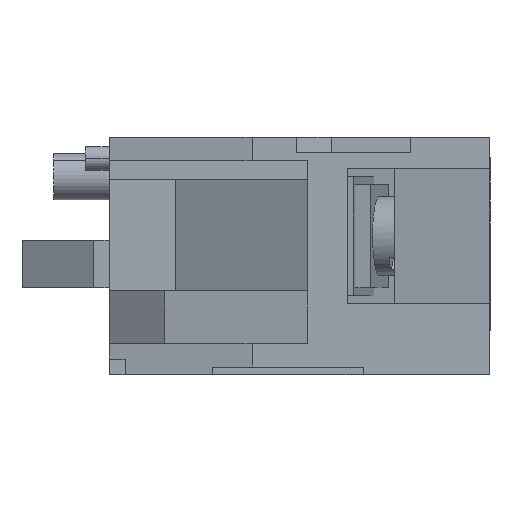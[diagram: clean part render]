
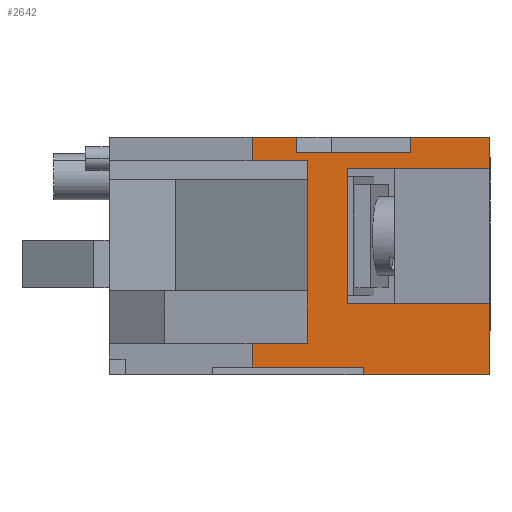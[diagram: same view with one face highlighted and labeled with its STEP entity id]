
A CAD part, left-side view. The second image highlights one B-rep face of the part: STEP entity #2642.
In plain terms, the highlighted planar face has unit normal (-1, 0, 0).
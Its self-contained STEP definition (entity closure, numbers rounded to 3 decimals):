
#72 = LINE ( 'NONE', #4877, #6694 ) ;
#154 = LINE ( 'NONE', #6330, #2871 ) ;
#246 = LINE ( 'NONE', #1079, #2958 ) ;
#286 = ORIENTED_EDGE ( 'NONE', *, *, #2503, .T. ) ;
#330 = VECTOR ( 'NONE', #651, 1000. ) ;
#367 = CARTESIAN_POINT ( 'NONE',  ( -14.5, 12.2, 7.5 ) ) ;
#406 = DIRECTION ( 'NONE',  ( 0., 0., -1. ) ) ;
#409 = DIRECTION ( 'NONE',  ( 0., 0., -1. ) ) ;
#438 = LINE ( 'NONE', #6174, #4597 ) ;
#443 = CARTESIAN_POINT ( 'NONE',  ( -14.5, 12.2, 6.5 ) ) ;
#447 = VERTEX_POINT ( 'NONE', #2244 ) ;
#472 = DIRECTION ( 'NONE',  ( 0., 0., -1. ) ) ;
#503 = VECTOR ( 'NONE', #3463, 1000. ) ;
#536 = CARTESIAN_POINT ( 'NONE',  ( -14.5, 11.5, 4.8 ) ) ;
#554 = DIRECTION ( 'NONE',  ( 0., -1., 0. ) ) ;
#651 = DIRECTION ( 'NONE',  ( 0., -1., 0. ) ) ;
#839 = LINE ( 'NONE', #5446, #3722 ) ;
#853 = EDGE_CURVE ( 'NONE', #4027, #3637, #6373, .T. ) ;
#865 = CARTESIAN_POINT ( 'NONE',  ( -14.5, 11.5, -2.2 ) ) ;
#885 = EDGE_CURVE ( 'NONE', #1353, #1678, #3185, .T. ) ;
#954 = CARTESIAN_POINT ( 'NONE',  ( -14.5, 9., -3. ) ) ;
#975 = VERTEX_POINT ( 'NONE', #3784 ) ;
#1005 = LINE ( 'NONE', #5979, #6545 ) ;
#1079 = CARTESIAN_POINT ( 'NONE',  ( -14.5, 12.2, 6.5 ) ) ;
#1096 = CARTESIAN_POINT ( 'NONE',  ( -14.5, 9., 5.5 ) ) ;
#1102 = VECTOR ( 'NONE', #6324, 1000. ) ;
#1187 = VECTOR ( 'NONE', #2819, 1000. ) ;
#1308 = ORIENTED_EDGE ( 'NONE', *, *, #2801, .T. ) ;
#1353 = VERTEX_POINT ( 'NONE', #4564 ) ;
#1534 = EDGE_CURVE ( 'NONE', #447, #975, #438, .T. ) ;
#1539 = VECTOR ( 'NONE', #3889, 1000. ) ;
#1611 = DIRECTION ( 'NONE',  ( 0., 1., 0. ) ) ;
#1619 = VECTOR ( 'NONE', #6770, 1000. ) ;
#1678 = VERTEX_POINT ( 'NONE', #3753 ) ;
#1725 = LINE ( 'NONE', #536, #2968 ) ;
#1772 = VECTOR ( 'NONE', #472, 1000. ) ;
#1798 = LINE ( 'NONE', #4378, #1619 ) ;
#1877 = VERTEX_POINT ( 'NONE', #954 ) ;
#1894 = ORIENTED_EDGE ( 'NONE', *, *, #2813, .F. ) ;
#1901 = EDGE_CURVE ( 'NONE', #6641, #3056, #1725, .T. ) ;
#1932 = VECTOR ( 'NONE', #6360, 1000. ) ;
#1936 = CARTESIAN_POINT ( 'NONE',  ( -14.5, 9., 5.5 ) ) ;
#1988 = VERTEX_POINT ( 'NONE', #367 ) ;
#2193 = CARTESIAN_POINT ( 'NONE',  ( -14.5, 0., 7.5 ) ) ;
#2197 = DIRECTION ( 'NONE',  ( 0., 0., 1. ) ) ;
#2217 = DIRECTION ( 'NONE',  ( 0., 0., 1. ) ) ;
#2244 = CARTESIAN_POINT ( 'NONE',  ( -14.5, 15., -5.5 ) ) ;
#2285 = LINE ( 'NONE', #1096, #330 ) ;
#2302 = ORIENTED_EDGE ( 'NONE', *, *, #2698, .F. ) ;
#2354 = VERTEX_POINT ( 'NONE', #1936 ) ;
#2387 = CARTESIAN_POINT ( 'NONE',  ( -14.5, 0., 5.5 ) ) ;
#2503 = EDGE_CURVE ( 'NONE', #1877, #2354, #3978, .T. ) ;
#2519 = CARTESIAN_POINT ( 'NONE',  ( -14.5, 15., -7.5 ) ) ;
#2616 = LINE ( 'NONE', #3231, #1187 ) ;
#2620 = EDGE_CURVE ( 'NONE', #6701, #6119, #4581, .T. ) ;
#2631 = EDGE_CURVE ( 'NONE', #6701, #1988, #246, .T. ) ;
#2642 = ADVANCED_FACE ( 'NONE', ( #3123 ), #6601, .F. ) ;
#2649 = EDGE_CURVE ( 'NONE', #5114, #1988, #4413, .T. ) ;
#2661 = EDGE_CURVE ( 'NONE', #5114, #6664, #6847, .T. ) ;
#2674 = EDGE_CURVE ( 'NONE', #6641, #6664, #2616, .T. ) ;
#2698 = EDGE_CURVE ( 'NONE', #4848, #3056, #72, .T. ) ;
#2708 = EDGE_CURVE ( 'NONE', #4848, #447, #1005, .T. ) ;
#2723 = EDGE_CURVE ( 'NONE', #3235, #975, #839, .T. ) ;
#2755 = EDGE_CURVE ( 'NONE', #3235, #6558, #4242, .T. ) ;
#2775 = EDGE_CURVE ( 'NONE', #6558, #1678, #4834, .T. ) ;
#2791 = EDGE_CURVE ( 'NONE', #1353, #1877, #4666, .T. ) ;
#2792 = ORIENTED_EDGE ( 'NONE', *, *, #853, .F. ) ;
#2801 = EDGE_CURVE ( 'NONE', #2354, #3637, #2285, .T. ) ;
#2813 = EDGE_CURVE ( 'NONE', #5297, #4027, #1798, .T. ) ;
#2819 = DIRECTION ( 'NONE',  ( 0., 1., 0. ) ) ;
#2830 = EDGE_CURVE ( 'NONE', #6119, #5297, #154, .T. ) ;
#2871 = VECTOR ( 'NONE', #2217, 1000. ) ;
#2958 = VECTOR ( 'NONE', #5753, 1000. ) ;
#2968 = VECTOR ( 'NONE', #406, 1000. ) ;
#3056 = VERTEX_POINT ( 'NONE', #865 ) ;
#3123 = FACE_OUTER_BOUND ( 'NONE', #5397, .T. ) ;
#3140 = CARTESIAN_POINT ( 'NONE',  ( -14.5, 0., 7.5 ) ) ;
#3174 = DIRECTION ( 'NONE',  ( 0., 1., 0. ) ) ;
#3185 = LINE ( 'NONE', #4791, #1772 ) ;
#3231 = CARTESIAN_POINT ( 'NONE',  ( -14.5, 24., 6. ) ) ;
#3235 = VERTEX_POINT ( 'NONE', #5985 ) ;
#3319 = CARTESIAN_POINT ( 'NONE',  ( -14.5, 15., 7.5 ) ) ;
#3377 = VECTOR ( 'NONE', #554, 1000. ) ;
#3378 = ORIENTED_EDGE ( 'NONE', *, *, #885, .F. ) ;
#3463 = DIRECTION ( 'NONE',  ( 0., 1., 0. ) ) ;
#3609 = CARTESIAN_POINT ( 'NONE',  ( -14.5, 15., 7.5 ) ) ;
#3637 = VERTEX_POINT ( 'NONE', #2387 ) ;
#3677 = ORIENTED_EDGE ( 'NONE', *, *, #2708, .T. ) ;
#3700 = DIRECTION ( 'NONE',  ( 0., 1., 0. ) ) ;
#3722 = VECTOR ( 'NONE', #1611, 1000. ) ;
#3753 = CARTESIAN_POINT ( 'NONE',  ( -14.5, 0., -7.5 ) ) ;
#3775 = ORIENTED_EDGE ( 'NONE', *, *, #2830, .F. ) ;
#3784 = CARTESIAN_POINT ( 'NONE',  ( -14.5, 15., -7. ) ) ;
#3795 = DIRECTION ( 'NONE',  ( 0., 0., -1. ) ) ;
#3889 = DIRECTION ( 'NONE',  ( 0., -1., 0. ) ) ;
#3933 = ORIENTED_EDGE ( 'NONE', *, *, #1901, .T. ) ;
#3978 = LINE ( 'NONE', #6255, #1102 ) ;
#4027 = VERTEX_POINT ( 'NONE', #2193 ) ;
#4137 = CARTESIAN_POINT ( 'NONE',  ( -14.5, 15., 7.5 ) ) ;
#4193 = CARTESIAN_POINT ( 'NONE',  ( -14.5, 11.5, 6. ) ) ;
#4242 = LINE ( 'NONE', #5252, #6396 ) ;
#4378 = CARTESIAN_POINT ( 'NONE',  ( -14.5, 15., 7.5 ) ) ;
#4413 = LINE ( 'NONE', #3319, #1539 ) ;
#4564 = CARTESIAN_POINT ( 'NONE',  ( -14.5, 0., -3. ) ) ;
#4581 = LINE ( 'NONE', #6801, #5850 ) ;
#4596 = AXIS2_PLACEMENT_3D ( 'NONE', #4777, #4913, #3174 ) ;
#4597 = VECTOR ( 'NONE', #5961, 1000. ) ;
#4666 = LINE ( 'NONE', #6366, #503 ) ;
#4768 = ORIENTED_EDGE ( 'NONE', *, *, #2661, .T. ) ;
#4777 = CARTESIAN_POINT ( 'NONE',  ( -14.5, 15., 7.5 ) ) ;
#4791 = CARTESIAN_POINT ( 'NONE',  ( -14.5, 0., 7.5 ) ) ;
#4834 = LINE ( 'NONE', #2519, #3377 ) ;
#4848 = VERTEX_POINT ( 'NONE', #5383 ) ;
#4877 = CARTESIAN_POINT ( 'NONE',  ( -14.5, 11.5, -20.624 ) ) ;
#4883 = CARTESIAN_POINT ( 'NONE',  ( -14.5, 5., 7.5 ) ) ;
#4913 = DIRECTION ( 'NONE',  ( 1., 0., 0. ) ) ;
#5064 = DIRECTION ( 'NONE',  ( 0., -1., 0. ) ) ;
#5114 = VERTEX_POINT ( 'NONE', #4137 ) ;
#5239 = ORIENTED_EDGE ( 'NONE', *, *, #2775, .T. ) ;
#5252 = CARTESIAN_POINT ( 'NONE',  ( -14.5, 8., -7. ) ) ;
#5297 = VERTEX_POINT ( 'NONE', #4883 ) ;
#5383 = CARTESIAN_POINT ( 'NONE',  ( -14.5, 11.5, -5.5 ) ) ;
#5397 = EDGE_LOOP ( 'NONE', ( #6708, #5707, #5590, #4768, #5845, #3933, #2302, #3677, #5801, #6661, #5465, #5239, #3378, #6686, #286, #1308, #2792, #1894, #3775 ) ) ;
#5446 = CARTESIAN_POINT ( 'NONE',  ( -14.5, 17.5, -7. ) ) ;
#5465 = ORIENTED_EDGE ( 'NONE', *, *, #2755, .T. ) ;
#5523 = VECTOR ( 'NONE', #3795, 1000. ) ;
#5590 = ORIENTED_EDGE ( 'NONE', *, *, #2649, .F. ) ;
#5707 = ORIENTED_EDGE ( 'NONE', *, *, #2631, .T. ) ;
#5753 = DIRECTION ( 'NONE',  ( 0., 0., 1. ) ) ;
#5770 = CARTESIAN_POINT ( 'NONE',  ( -14.5, 8., -7.5 ) ) ;
#5801 = ORIENTED_EDGE ( 'NONE', *, *, #1534, .T. ) ;
#5845 = ORIENTED_EDGE ( 'NONE', *, *, #2674, .F. ) ;
#5850 = VECTOR ( 'NONE', #5064, 1000. ) ;
#5854 = CARTESIAN_POINT ( 'NONE',  ( -14.5, 15., 6. ) ) ;
#5961 = DIRECTION ( 'NONE',  ( 0., 0., -1. ) ) ;
#5979 = CARTESIAN_POINT ( 'NONE',  ( -14.5, 11.5, -5.5 ) ) ;
#5985 = CARTESIAN_POINT ( 'NONE',  ( -14.5, 8., -7. ) ) ;
#6043 = CARTESIAN_POINT ( 'NONE',  ( -14.5, 5., 6.5 ) ) ;
#6119 = VERTEX_POINT ( 'NONE', #6043 ) ;
#6174 = CARTESIAN_POINT ( 'NONE',  ( -14.5, 15., 7.5 ) ) ;
#6255 = CARTESIAN_POINT ( 'NONE',  ( -14.5, 9., 5.5 ) ) ;
#6324 = DIRECTION ( 'NONE',  ( 0., 0., 1. ) ) ;
#6330 = CARTESIAN_POINT ( 'NONE',  ( -14.5, 5., 6.5 ) ) ;
#6360 = DIRECTION ( 'NONE',  ( 0., 0., -1. ) ) ;
#6366 = CARTESIAN_POINT ( 'NONE',  ( -14.5, 9., -3. ) ) ;
#6373 = LINE ( 'NONE', #3140, #1932 ) ;
#6396 = VECTOR ( 'NONE', #409, 1000. ) ;
#6545 = VECTOR ( 'NONE', #3700, 1000. ) ;
#6558 = VERTEX_POINT ( 'NONE', #5770 ) ;
#6601 = PLANE ( 'NONE',  #4596 ) ;
#6641 = VERTEX_POINT ( 'NONE', #4193 ) ;
#6661 = ORIENTED_EDGE ( 'NONE', *, *, #2723, .F. ) ;
#6664 = VERTEX_POINT ( 'NONE', #5854 ) ;
#6686 = ORIENTED_EDGE ( 'NONE', *, *, #2791, .T. ) ;
#6694 = VECTOR ( 'NONE', #2197, 1000. ) ;
#6701 = VERTEX_POINT ( 'NONE', #443 ) ;
#6708 = ORIENTED_EDGE ( 'NONE', *, *, #2620, .F. ) ;
#6770 = DIRECTION ( 'NONE',  ( 0., -1., 0. ) ) ;
#6801 = CARTESIAN_POINT ( 'NONE',  ( -14.5, 12.2, 6.5 ) ) ;
#6847 = LINE ( 'NONE', #3609, #5523 ) ;
